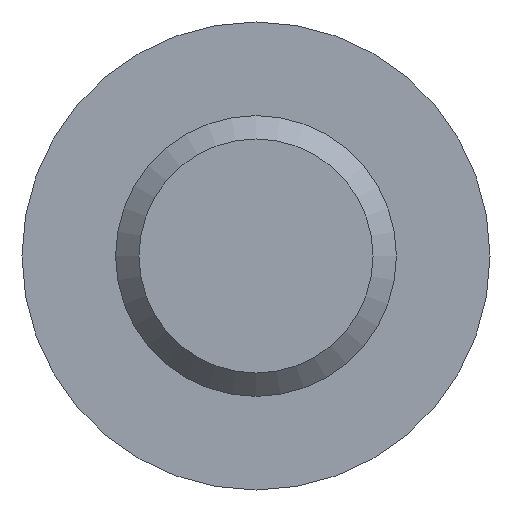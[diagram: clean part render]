
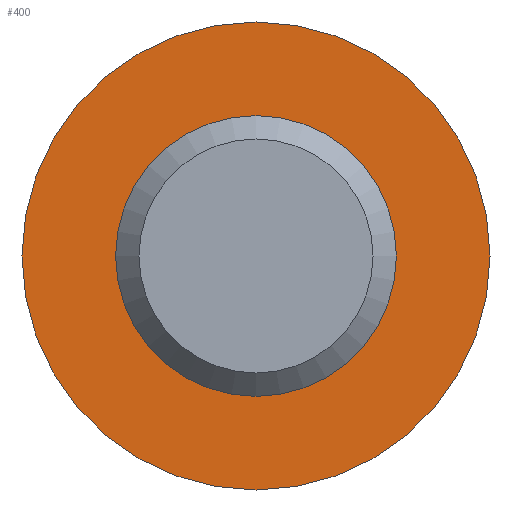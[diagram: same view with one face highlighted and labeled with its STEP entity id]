
A CAD part, front view. The second image highlights one B-rep face of the part: STEP entity #400.
In plain terms, the highlighted planar face has unit normal (0, -1, 0).
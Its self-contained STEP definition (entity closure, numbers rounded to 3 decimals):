
#72 = DIRECTION ( 'NONE',  ( 0., -1., 0. ) ) ;
#81 = AXIS2_PLACEMENT_3D ( 'NONE', #440, #226, #105 ) ;
#105 = DIRECTION ( 'NONE',  ( 0., 0., 1. ) ) ;
#118 = FACE_OUTER_BOUND ( 'NONE', #402, .T. ) ;
#135 = DIRECTION ( 'NONE',  ( 0., -1., 0. ) ) ;
#138 = AXIS2_PLACEMENT_3D ( 'NONE', #455, #72, #415 ) ;
#173 = VERTEX_POINT ( 'NONE', #257 ) ;
#177 = EDGE_CURVE ( 'NONE', #173, #173, #414, .T. ) ;
#199 = ORIENTED_EDGE ( 'NONE', *, *, #177, .F. ) ;
#203 = VERTEX_POINT ( 'NONE', #386 ) ;
#219 = AXIS2_PLACEMENT_3D ( 'NONE', #518, #135, #225 ) ;
#225 = DIRECTION ( 'NONE',  ( 0., 0., -1. ) ) ;
#226 = DIRECTION ( 'NONE',  ( 0., 1., 0. ) ) ;
#257 = CARTESIAN_POINT ( 'NONE',  ( 0., 20., -3. ) ) ;
#321 = PLANE ( 'NONE',  #81 ) ;
#327 = EDGE_LOOP ( 'NONE', ( #199 ) ) ;
#353 = CIRCLE ( 'NONE', #138, 5. ) ;
#386 = CARTESIAN_POINT ( 'NONE',  ( 0., 20., -5. ) ) ;
#400 = ADVANCED_FACE ( 'NONE', ( #497, #118 ), #321, .F. ) ;
#402 = EDGE_LOOP ( 'NONE', ( #523 ) ) ;
#414 = CIRCLE ( 'NONE', #219, 3. ) ;
#415 = DIRECTION ( 'NONE',  ( 0., 0., -1. ) ) ;
#440 = CARTESIAN_POINT ( 'NONE',  ( -3., 20., 0. ) ) ;
#455 = CARTESIAN_POINT ( 'NONE',  ( 0., 20., 0. ) ) ;
#497 = FACE_BOUND ( 'NONE', #327, .T. ) ;
#517 = EDGE_CURVE ( 'NONE', #203, #203, #353, .T. ) ;
#518 = CARTESIAN_POINT ( 'NONE',  ( 0., 20., 0. ) ) ;
#523 = ORIENTED_EDGE ( 'NONE', *, *, #517, .T. ) ;
